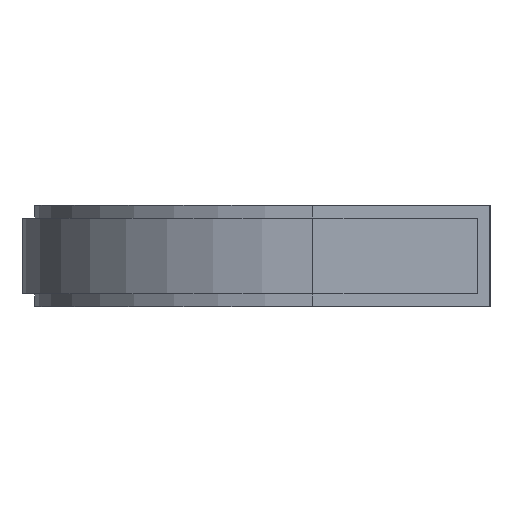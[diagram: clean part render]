
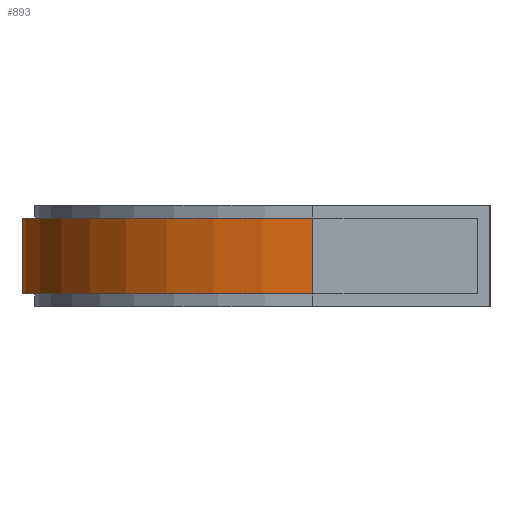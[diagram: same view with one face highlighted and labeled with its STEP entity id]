
A CAD part, left-side view. The second image highlights one B-rep face of the part: STEP entity #893.
In plain terms, the highlighted cylindrical face has radius 23 mm (diameter 46 mm), a partial arc.
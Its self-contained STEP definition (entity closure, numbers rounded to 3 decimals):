
#20=CYLINDRICAL_SURFACE('',#981,23.);
#49=FACE_OUTER_BOUND('',#95,.T.);
#95=EDGE_LOOP('',(#697,#698,#699,#700));
#121=CIRCLE('',#943,23.);
#128=CIRCLE('',#951,23.);
#166=LINE('',#1323,#270);
#211=LINE('',#1430,#315);
#270=VECTOR('',#1057,1000.);
#315=VECTOR('',#1150,1000.);
#359=VERTEX_POINT('',#1275);
#360=VERTEX_POINT('',#1277);
#379=VERTEX_POINT('',#1316);
#380=VERTEX_POINT('',#1318);
#447=EDGE_CURVE('',#359,#360,#121,.T.);
#467=EDGE_CURVE('',#380,#379,#128,.T.);
#470=EDGE_CURVE('',#359,#380,#166,.T.);
#525=EDGE_CURVE('',#360,#379,#211,.T.);
#697=ORIENTED_EDGE('',*,*,#467,.T.);
#698=ORIENTED_EDGE('',*,*,#525,.F.);
#699=ORIENTED_EDGE('',*,*,#447,.F.);
#700=ORIENTED_EDGE('',*,*,#470,.T.);
#893=ADVANCED_FACE('',(#49),#20,.T.);
#943=AXIS2_PLACEMENT_3D('',#1278,#1022,#1023);
#951=AXIS2_PLACEMENT_3D('',#1319,#1051,#1052);
#981=AXIS2_PLACEMENT_3D('',#1440,#1163,#1164);
#1022=DIRECTION('center_axis',(0.,0.,-1.));
#1023=DIRECTION('ref_axis',(-1.,0.,0.));
#1051=DIRECTION('center_axis',(0.,0.,-1.));
#1052=DIRECTION('ref_axis',(-1.,0.,0.));
#1057=DIRECTION('',(0.,0.,1.));
#1150=DIRECTION('',(0.,0.,1.));
#1163=DIRECTION('center_axis',(0.,0.,-1.));
#1164=DIRECTION('ref_axis',(-1.,0.,0.));
#1275=CARTESIAN_POINT('',(0.,14.,-3.));
#1277=CARTESIAN_POINT('',(23.,37.,-3.));
#1278=CARTESIAN_POINT('Origin',(23.,14.,-3.));
#1316=CARTESIAN_POINT('',(23.,37.,3.));
#1318=CARTESIAN_POINT('',(0.,14.,3.));
#1319=CARTESIAN_POINT('Origin',(23.,14.,3.));
#1323=CARTESIAN_POINT('',(0.,14.,-3.));
#1430=CARTESIAN_POINT('',(23.,37.,-3.));
#1440=CARTESIAN_POINT('Origin',(23.,14.,-5.));
